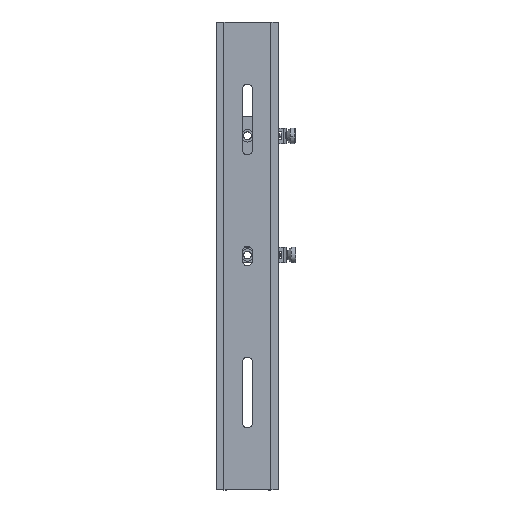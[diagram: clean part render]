
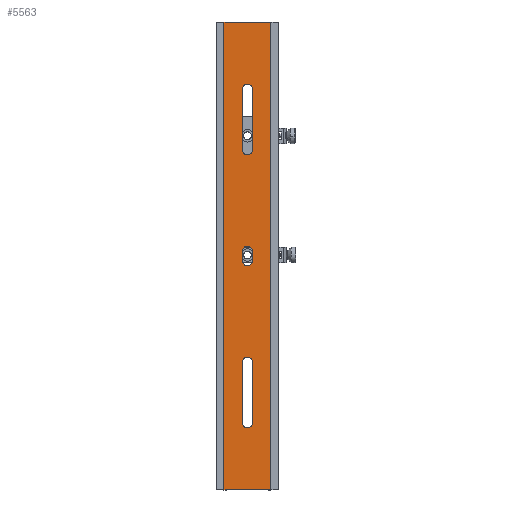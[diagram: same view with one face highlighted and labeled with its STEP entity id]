
A CAD part, front view. The second image highlights one B-rep face of the part: STEP entity #5563.
In plain terms, the highlighted planar face has unit normal (0, -1, 0).
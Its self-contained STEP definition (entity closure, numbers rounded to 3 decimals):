
#59 = DIRECTION ( 'NONE',  ( 0., -1., 0. ) ) ;
#257 = CARTESIAN_POINT ( 'NONE',  ( 3.25, -6., -3. ) ) ;
#270 = EDGE_CURVE ( 'NONE', #1957, #4513, #3692, .T. ) ;
#320 = CARTESIAN_POINT ( 'NONE',  ( -3.25, -6., -3. ) ) ;
#409 = DIRECTION ( 'NONE',  ( 0., 0., -1. ) ) ;
#447 = LINE ( 'NONE', #1480, #741 ) ;
#467 = VERTEX_POINT ( 'NONE', #4525 ) ;
#529 = DIRECTION ( 'NONE',  ( 0., 0., 1. ) ) ;
#545 = VERTEX_POINT ( 'NONE', #6657 ) ;
#574 = FACE_OUTER_BOUND ( 'NONE', #3224, .T. ) ;
#610 = PLANE ( 'NONE',  #4613 ) ;
#695 = CARTESIAN_POINT ( 'NONE',  ( -15., -6., -150. ) ) ;
#698 = VECTOR ( 'NONE', #1370, 1000. ) ;
#741 = VECTOR ( 'NONE', #409, 1000. ) ;
#743 = DIRECTION ( 'NONE',  ( 1., 0., 0. ) ) ;
#902 = EDGE_LOOP ( 'NONE', ( #4679, #5320, #5118, #1977 ) ) ;
#939 = LINE ( 'NONE', #6786, #698 ) ;
#944 = EDGE_CURVE ( 'NONE', #5017, #1079, #6090, .T. ) ;
#986 = ORIENTED_EDGE ( 'NONE', *, *, #944, .F. ) ;
#1039 = FACE_BOUND ( 'NONE', #902, .T. ) ;
#1042 = CARTESIAN_POINT ( 'NONE',  ( -15., -6., 150. ) ) ;
#1079 = VERTEX_POINT ( 'NONE', #320 ) ;
#1123 = CIRCLE ( 'NONE', #3840, 3.25 ) ;
#1163 = CARTESIAN_POINT ( 'NONE',  ( 15., -6., -150. ) ) ;
#1197 = VERTEX_POINT ( 'NONE', #5382 ) ;
#1223 = EDGE_CURVE ( 'NONE', #1079, #4212, #4695, .T. ) ;
#1233 = VECTOR ( 'NONE', #6808, 1000. ) ;
#1344 = ORIENTED_EDGE ( 'NONE', *, *, #5799, .F. ) ;
#1370 = DIRECTION ( 'NONE',  ( 0., 0., -1. ) ) ;
#1448 = CARTESIAN_POINT ( 'NONE',  ( 3.25, -6., 0. ) ) ;
#1480 = CARTESIAN_POINT ( 'NONE',  ( -3.25, -6., 0. ) ) ;
#1528 = CARTESIAN_POINT ( 'NONE',  ( 0., -6., 150. ) ) ;
#1558 = DIRECTION ( 'NONE',  ( 0., -1., 0. ) ) ;
#1660 = CARTESIAN_POINT ( 'NONE',  ( 0., -6., -107. ) ) ;
#1676 = DIRECTION ( 'NONE',  ( 0., 0., -1. ) ) ;
#1677 = ORIENTED_EDGE ( 'NONE', *, *, #2270, .F. ) ;
#1803 = DIRECTION ( 'NONE',  ( 0., 0., -1. ) ) ;
#1957 = VERTEX_POINT ( 'NONE', #1163 ) ;
#1965 = EDGE_CURVE ( 'NONE', #2152, #4289, #5524, .T. ) ;
#1977 = ORIENTED_EDGE ( 'NONE', *, *, #3739, .T. ) ;
#1992 = DIRECTION ( 'NONE',  ( 0., -1., 0. ) ) ;
#2145 = FACE_BOUND ( 'NONE', #4329, .T. ) ;
#2152 = VERTEX_POINT ( 'NONE', #2378 ) ;
#2254 = CARTESIAN_POINT ( 'NONE',  ( 3.25, -6., 0. ) ) ;
#2270 = EDGE_CURVE ( 'NONE', #6432, #2152, #447, .T. ) ;
#2300 = EDGE_CURVE ( 'NONE', #2756, #2544, #5792, .T. ) ;
#2315 = CARTESIAN_POINT ( 'NONE',  ( 15., -6., 150. ) ) ;
#2337 = VECTOR ( 'NONE', #5859, 1000. ) ;
#2341 = VECTOR ( 'NONE', #1676, 1000. ) ;
#2378 = CARTESIAN_POINT ( 'NONE',  ( -3.25, -6., -107. ) ) ;
#2380 = DIRECTION ( 'NONE',  ( 1., 0., 0. ) ) ;
#2524 = DIRECTION ( 'NONE',  ( 1., 0., 0. ) ) ;
#2540 = CARTESIAN_POINT ( 'NONE',  ( -3.25, -6., -68. ) ) ;
#2544 = VERTEX_POINT ( 'NONE', #695 ) ;
#2602 = CARTESIAN_POINT ( 'NONE',  ( 0., -6., 107. ) ) ;
#2616 = EDGE_CURVE ( 'NONE', #545, #6676, #939, .T. ) ;
#2637 = ORIENTED_EDGE ( 'NONE', *, *, #5974, .F. ) ;
#2662 = VECTOR ( 'NONE', #4627, 1000. ) ;
#2720 = ORIENTED_EDGE ( 'NONE', *, *, #1223, .F. ) ;
#2756 = VERTEX_POINT ( 'NONE', #1042 ) ;
#2804 = CIRCLE ( 'NONE', #6110, 3.25 ) ;
#2808 = CARTESIAN_POINT ( 'NONE',  ( 0., -6., -150. ) ) ;
#2918 = EDGE_CURVE ( 'NONE', #467, #4289, #3995, .T. ) ;
#3007 = AXIS2_PLACEMENT_3D ( 'NONE', #3981, #5584, #2380 ) ;
#3046 = LINE ( 'NONE', #1448, #2662 ) ;
#3161 = EDGE_CURVE ( 'NONE', #1197, #545, #2804, .T. ) ;
#3221 = DIRECTION ( 'NONE',  ( 1., 0., 0. ) ) ;
#3224 = EDGE_LOOP ( 'NONE', ( #6684, #6848, #4899, #1344 ) ) ;
#3259 = CARTESIAN_POINT ( 'NONE',  ( 0., -6., -68. ) ) ;
#3294 = CARTESIAN_POINT ( 'NONE',  ( -3.25, -6., 3. ) ) ;
#3343 = CARTESIAN_POINT ( 'NONE',  ( 0., -6., 0. ) ) ;
#3383 = CARTESIAN_POINT ( 'NONE',  ( -3.25, -6., 68. ) ) ;
#3402 = ORIENTED_EDGE ( 'NONE', *, *, #6170, .F. ) ;
#3459 = CIRCLE ( 'NONE', #3007, 3.25 ) ;
#3500 = VECTOR ( 'NONE', #1803, 1000. ) ;
#3692 = LINE ( 'NONE', #5840, #4586 ) ;
#3730 = DIRECTION ( 'NONE',  ( 1., 0., 0. ) ) ;
#3739 = EDGE_CURVE ( 'NONE', #1197, #5883, #4078, .T. ) ;
#3802 = DIRECTION ( 'NONE',  ( 0., -1., 0. ) ) ;
#3840 = AXIS2_PLACEMENT_3D ( 'NONE', #5626, #5554, #743 ) ;
#3875 = LINE ( 'NONE', #2808, #6472 ) ;
#3981 = CARTESIAN_POINT ( 'NONE',  ( 0., -6., 68. ) ) ;
#3995 = LINE ( 'NONE', #2254, #4113 ) ;
#4078 = LINE ( 'NONE', #5543, #3500 ) ;
#4113 = VECTOR ( 'NONE', #6061, 1000. ) ;
#4212 = VERTEX_POINT ( 'NONE', #257 ) ;
#4275 = DIRECTION ( 'NONE',  ( 1., 0., 0. ) ) ;
#4289 = VERTEX_POINT ( 'NONE', #6516 ) ;
#4329 = EDGE_LOOP ( 'NONE', ( #2637, #6748, #2720, #986 ) ) ;
#4513 = VERTEX_POINT ( 'NONE', #2315 ) ;
#4525 = CARTESIAN_POINT ( 'NONE',  ( 3.25, -6., -68. ) ) ;
#4546 = AXIS2_PLACEMENT_3D ( 'NONE', #3259, #1558, #7045 ) ;
#4586 = VECTOR ( 'NONE', #529, 1000. ) ;
#4613 = AXIS2_PLACEMENT_3D ( 'NONE', #3343, #6025, #4820 ) ;
#4627 = DIRECTION ( 'NONE',  ( 0., 0., -1. ) ) ;
#4679 = ORIENTED_EDGE ( 'NONE', *, *, #4946, .F. ) ;
#4695 = CIRCLE ( 'NONE', #6501, 3.25 ) ;
#4749 = VERTEX_POINT ( 'NONE', #6236 ) ;
#4820 = DIRECTION ( 'NONE',  ( 1., 0., 0. ) ) ;
#4899 = ORIENTED_EDGE ( 'NONE', *, *, #270, .T. ) ;
#4946 = EDGE_CURVE ( 'NONE', #6676, #5883, #3459, .T. ) ;
#5003 = CIRCLE ( 'NONE', #4546, 3.25 ) ;
#5017 = VERTEX_POINT ( 'NONE', #3294 ) ;
#5111 = EDGE_CURVE ( 'NONE', #4749, #4212, #3046, .T. ) ;
#5118 = ORIENTED_EDGE ( 'NONE', *, *, #3161, .F. ) ;
#5187 = ORIENTED_EDGE ( 'NONE', *, *, #1965, .F. ) ;
#5210 = LINE ( 'NONE', #1528, #1233 ) ;
#5320 = ORIENTED_EDGE ( 'NONE', *, *, #2616, .F. ) ;
#5382 = CARTESIAN_POINT ( 'NONE',  ( 3.25, -6., 107. ) ) ;
#5418 = CARTESIAN_POINT ( 'NONE',  ( 3.25, -6., 68. ) ) ;
#5424 = CARTESIAN_POINT ( 'NONE',  ( -3.25, -6., 0. ) ) ;
#5460 = FACE_BOUND ( 'NONE', #5934, .T. ) ;
#5524 = CIRCLE ( 'NONE', #6998, 3.25 ) ;
#5543 = CARTESIAN_POINT ( 'NONE',  ( 3.25, -6., 0. ) ) ;
#5554 = DIRECTION ( 'NONE',  ( 0., -1., 0. ) ) ;
#5563 = ADVANCED_FACE ( 'NONE', ( #2145, #5460, #1039, #574 ), #610, .T. ) ;
#5584 = DIRECTION ( 'NONE',  ( 0., -1., 0. ) ) ;
#5626 = CARTESIAN_POINT ( 'NONE',  ( 0., -6., 3. ) ) ;
#5714 = ORIENTED_EDGE ( 'NONE', *, *, #2918, .T. ) ;
#5792 = LINE ( 'NONE', #6260, #2337 ) ;
#5799 = EDGE_CURVE ( 'NONE', #2756, #4513, #5210, .T. ) ;
#5803 = CARTESIAN_POINT ( 'NONE',  ( 0., -6., -3. ) ) ;
#5840 = CARTESIAN_POINT ( 'NONE',  ( 15., -6., 294.662 ) ) ;
#5859 = DIRECTION ( 'NONE',  ( 0., 0., -1. ) ) ;
#5883 = VERTEX_POINT ( 'NONE', #5418 ) ;
#5934 = EDGE_LOOP ( 'NONE', ( #3402, #5714, #5187, #1677 ) ) ;
#5974 = EDGE_CURVE ( 'NONE', #4749, #5017, #1123, .T. ) ;
#6025 = DIRECTION ( 'NONE',  ( 0., -1., 0. ) ) ;
#6061 = DIRECTION ( 'NONE',  ( 0., 0., -1. ) ) ;
#6090 = LINE ( 'NONE', #5424, #2341 ) ;
#6110 = AXIS2_PLACEMENT_3D ( 'NONE', #2602, #3802, #4275 ) ;
#6170 = EDGE_CURVE ( 'NONE', #467, #6432, #5003, .T. ) ;
#6236 = CARTESIAN_POINT ( 'NONE',  ( 3.25, -6., 3. ) ) ;
#6260 = CARTESIAN_POINT ( 'NONE',  ( -15., -6., 294.662 ) ) ;
#6432 = VERTEX_POINT ( 'NONE', #2540 ) ;
#6472 = VECTOR ( 'NONE', #3730, 1000. ) ;
#6501 = AXIS2_PLACEMENT_3D ( 'NONE', #5803, #1992, #2524 ) ;
#6516 = CARTESIAN_POINT ( 'NONE',  ( 3.25, -6., -107. ) ) ;
#6657 = CARTESIAN_POINT ( 'NONE',  ( -3.25, -6., 107. ) ) ;
#6676 = VERTEX_POINT ( 'NONE', #3383 ) ;
#6684 = ORIENTED_EDGE ( 'NONE', *, *, #2300, .T. ) ;
#6748 = ORIENTED_EDGE ( 'NONE', *, *, #5111, .T. ) ;
#6786 = CARTESIAN_POINT ( 'NONE',  ( -3.25, -6., 0. ) ) ;
#6808 = DIRECTION ( 'NONE',  ( 1., 0., 0. ) ) ;
#6848 = ORIENTED_EDGE ( 'NONE', *, *, #6959, .T. ) ;
#6959 = EDGE_CURVE ( 'NONE', #2544, #1957, #3875, .T. ) ;
#6998 = AXIS2_PLACEMENT_3D ( 'NONE', #1660, #59, #3221 ) ;
#7045 = DIRECTION ( 'NONE',  ( 1., 0., 0. ) ) ;
